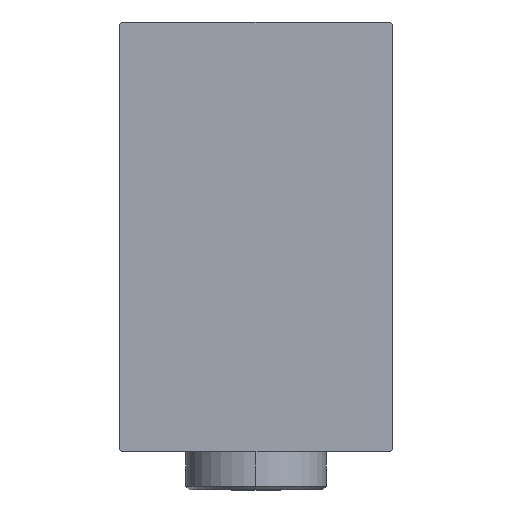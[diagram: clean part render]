
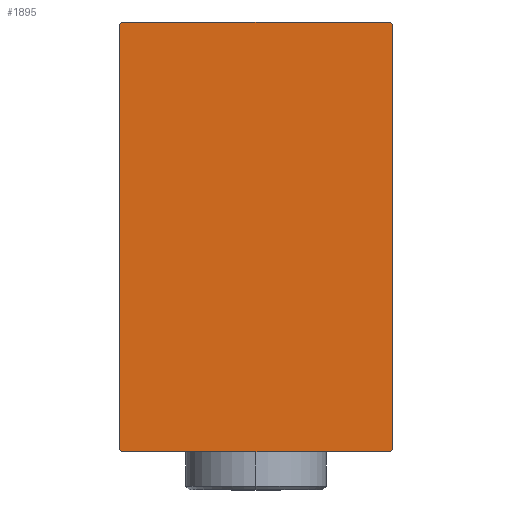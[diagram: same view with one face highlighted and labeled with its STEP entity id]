
A CAD part, left-side view. The second image highlights one B-rep face of the part: STEP entity #1895.
In plain terms, the highlighted face is planar.
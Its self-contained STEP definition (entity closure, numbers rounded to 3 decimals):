
#418 = EDGE_CURVE ( 'NONE', #17847, #39081, #35596, .T. ) ;
#1083 = VERTEX_POINT ( 'NONE', #40163 ) ;
#1125 = ORIENTED_EDGE ( 'NONE', *, *, #32226, .T. ) ;
#1703 = CARTESIAN_POINT ( 'NONE',  ( 76., 17.2, -27.5 ) ) ;
#1895 = ADVANCED_FACE ( 'NONE', ( #37648 ), #3705, .T. ) ;
#2037 = DIRECTION ( 'NONE',  ( 0., -0.707, -0.707 ) ) ;
#2256 = CARTESIAN_POINT ( 'NONE',  ( 76., -22.35, 22.35 ) ) ;
#3507 = DIRECTION ( 'NONE',  ( 0., 0.707, 0.707 ) ) ;
#3524 = EDGE_CURVE ( 'NONE', #18137, #6057, #10643, .T. ) ;
#3705 = PLANE ( 'NONE',  #36793 ) ;
#5147 = VECTOR ( 'NONE', #16174, 1000. ) ;
#5379 = CARTESIAN_POINT ( 'NONE',  ( 76., 17.2, 27.5 ) ) ;
#5651 = LINE ( 'NONE', #2256, #14855 ) ;
#5732 = LINE ( 'NONE', #20698, #11679 ) ;
#6056 = CARTESIAN_POINT ( 'NONE',  ( 76., -17.5, 27.5 ) ) ;
#6057 = VERTEX_POINT ( 'NONE', #1703 ) ;
#6893 = LINE ( 'NONE', #20589, #26665 ) ;
#7314 = DIRECTION ( 'NONE',  ( 0., 0., -1. ) ) ;
#9512 = VERTEX_POINT ( 'NONE', #15010 ) ;
#9622 = VECTOR ( 'NONE', #32705, 1000. ) ;
#10198 = CARTESIAN_POINT ( 'NONE',  ( 76., -17.5, -27.5 ) ) ;
#10523 = LINE ( 'NONE', #6056, #40312 ) ;
#10643 = LINE ( 'NONE', #10198, #11702 ) ;
#11154 = VERTEX_POINT ( 'NONE', #39788 ) ;
#11679 = VECTOR ( 'NONE', #15837, 1000. ) ;
#11702 = VECTOR ( 'NONE', #23903, 1000. ) ;
#12116 = LINE ( 'NONE', #25817, #5147 ) ;
#12415 = ORIENTED_EDGE ( 'NONE', *, *, #33100, .T. ) ;
#13835 = DIRECTION ( 'NONE',  ( 1., 0., 0. ) ) ;
#14855 = VECTOR ( 'NONE', #2037, 1000. ) ;
#15010 = CARTESIAN_POINT ( 'NONE',  ( 76., -17.5, -27.2 ) ) ;
#15837 = DIRECTION ( 'NONE',  ( 0., 0., 1. ) ) ;
#16174 = DIRECTION ( 'NONE',  ( 0., -0.707, 0.707 ) ) ;
#16355 = ORIENTED_EDGE ( 'NONE', *, *, #32066, .T. ) ;
#17591 = EDGE_CURVE ( 'NONE', #39081, #11154, #5651, .T. ) ;
#17847 = VERTEX_POINT ( 'NONE', #5379 ) ;
#18137 = VERTEX_POINT ( 'NONE', #19630 ) ;
#18373 = CARTESIAN_POINT ( 'NONE',  ( 76., 17.5, -27.2 ) ) ;
#18539 = CARTESIAN_POINT ( 'NONE',  ( 76., 17.5, 27.5 ) ) ;
#18906 = CARTESIAN_POINT ( 'NONE',  ( 76., -17.2, 27.5 ) ) ;
#19018 = LINE ( 'NONE', #19457, #9622 ) ;
#19457 = CARTESIAN_POINT ( 'NONE',  ( 76., -22.35, -22.35 ) ) ;
#19630 = CARTESIAN_POINT ( 'NONE',  ( 76., -17.2, -27.5 ) ) ;
#19749 = DIRECTION ( 'NONE',  ( 0., 0., -1. ) ) ;
#20589 = CARTESIAN_POINT ( 'NONE',  ( 76., 22.35, -22.35 ) ) ;
#20698 = CARTESIAN_POINT ( 'NONE',  ( 76., 17.5, -27.5 ) ) ;
#21648 = ORIENTED_EDGE ( 'NONE', *, *, #3524, .T. ) ;
#22258 = ORIENTED_EDGE ( 'NONE', *, *, #17591, .T. ) ;
#23313 = ORIENTED_EDGE ( 'NONE', *, *, #36543, .T. ) ;
#23903 = DIRECTION ( 'NONE',  ( 0., 1., 0. ) ) ;
#25817 = CARTESIAN_POINT ( 'NONE',  ( 76., 22.35, 22.35 ) ) ;
#26665 = VECTOR ( 'NONE', #3507, 1000. ) ;
#32066 = EDGE_CURVE ( 'NONE', #1083, #17847, #12116, .T. ) ;
#32223 = DIRECTION ( 'NONE',  ( 0., -1., 0. ) ) ;
#32226 = EDGE_CURVE ( 'NONE', #11154, #9512, #10523, .T. ) ;
#32705 = DIRECTION ( 'NONE',  ( 0., 0.707, -0.707 ) ) ;
#33100 = EDGE_CURVE ( 'NONE', #6057, #43487, #6893, .T. ) ;
#34702 = CARTESIAN_POINT ( 'NONE',  ( 76., 0., 0. ) ) ;
#35596 = LINE ( 'NONE', #18539, #37464 ) ;
#36543 = EDGE_CURVE ( 'NONE', #43487, #1083, #5732, .T. ) ;
#36793 = AXIS2_PLACEMENT_3D ( 'NONE', #34702, #13835, #7314 ) ;
#36883 = ORIENTED_EDGE ( 'NONE', *, *, #39597, .T. ) ;
#37464 = VECTOR ( 'NONE', #32223, 1000. ) ;
#37497 = ORIENTED_EDGE ( 'NONE', *, *, #418, .T. ) ;
#37648 = FACE_OUTER_BOUND ( 'NONE', #38120, .T. ) ;
#38120 = EDGE_LOOP ( 'NONE', ( #21648, #12415, #23313, #16355, #37497, #22258, #1125, #36883 ) ) ;
#39081 = VERTEX_POINT ( 'NONE', #18906 ) ;
#39597 = EDGE_CURVE ( 'NONE', #9512, #18137, #19018, .T. ) ;
#39788 = CARTESIAN_POINT ( 'NONE',  ( 76., -17.5, 27.2 ) ) ;
#40163 = CARTESIAN_POINT ( 'NONE',  ( 76., 17.5, 27.2 ) ) ;
#40312 = VECTOR ( 'NONE', #19749, 1000. ) ;
#43487 = VERTEX_POINT ( 'NONE', #18373 ) ;
